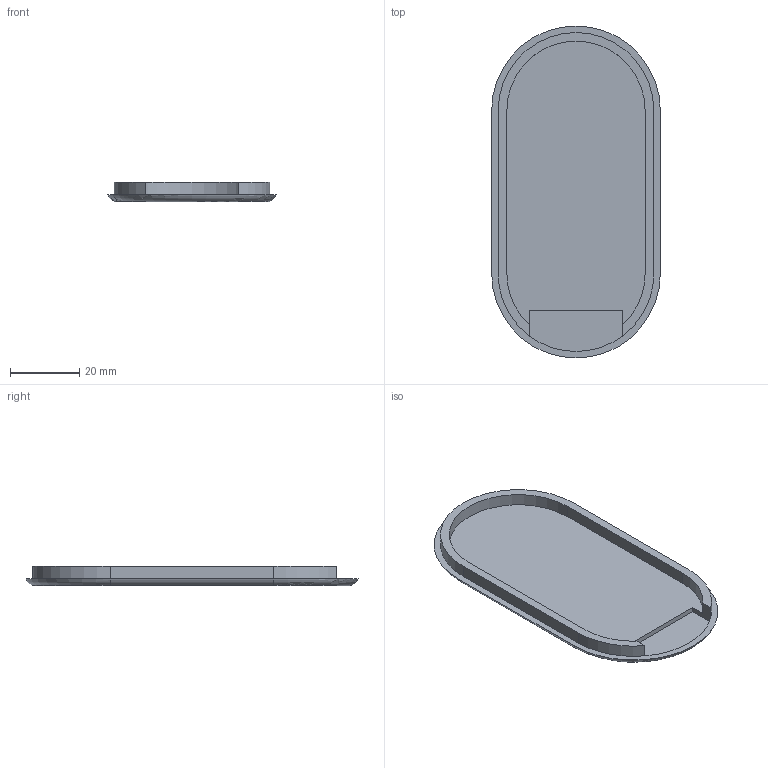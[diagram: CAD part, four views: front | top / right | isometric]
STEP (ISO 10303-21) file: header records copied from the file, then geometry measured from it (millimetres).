
FILE_DESCRIPTION(/* description */ ('STEP AP242','CAx-IF Rec.Pracs.---Representation and Presentation of Product Manufacturing Information (PMI)---4.0---2014-10-13','CAx-IF Rec.Pracs.---3D Tessellated Geometry---0.4---2014-09-14','2;1','CAx-IF Rec.Pracs.---User Defined Attributes---1.5---2016-08-15'),/* implementation_level */ '2;1');
FILE_NAME(/* name */ '69069ee9d8837ef86eae9e56',/* time_stamp */ '2025-11-01T23:59:37Z',/* author */ (''),/* organization */ (''),/* preprocessor_version */ 'ST-DEVELOPER v20',/* originating_system */ 'ONSHAPE BY PTC INC, 1.206',/* authorisation */ ' ');
FILE_SCHEMA (('AP242_MANAGED_MODEL_BASED_3D_ENGINEERING_MIM_LF { 1 0 10303 442 1 1 4 }'));
Length unit declared in the file: metre
Products named in the file (1): Bottom Cover
Bounding box: 48.77 x 96.05 x 5.6 mm (x, y, z)
Volume: 9385.3 mm3; surface area: 10149.5 mm2
Topology: 1 solids, 1 shells, 30 faces, 75 edges, 48 vertices
Faces by surface type: plane 16, cylinder 12, torus 2
Entity records: 924 total; most frequent: DIRECTION 162, CARTESIAN_POINT 160, ORIENTED_EDGE 150, EDGE_CURVE 75, AXIS2_PLACEMENT_3D 58, VERTEX_POINT 48, LINE 46, VECTOR 46
